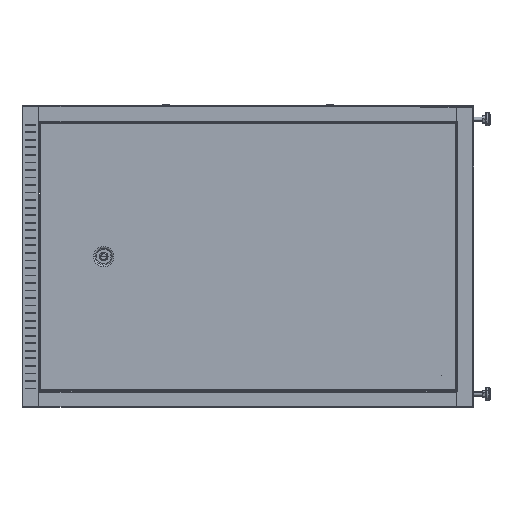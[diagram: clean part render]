
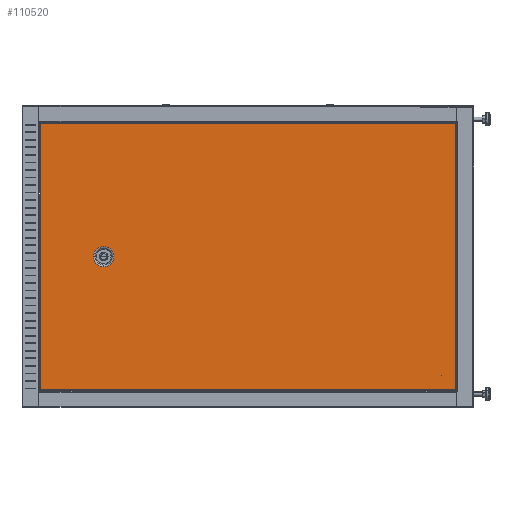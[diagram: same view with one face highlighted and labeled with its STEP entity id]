
A CAD part, left-side view. The second image highlights one B-rep face of the part: STEP entity #110520.
In plain terms, the highlighted planar face has unit normal (-1, 0, 0).
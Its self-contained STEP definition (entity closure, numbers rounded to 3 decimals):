
#747 = DIRECTION ( 'NONE',  ( 0., 0., 1. ) ) ;
#5769 = EDGE_CURVE ( 'NONE', #78321, #96793, #85224, .T. ) ;
#8707 = CARTESIAN_POINT ( 'NONE',  ( -300., -552.409, 353.2 ) ) ;
#11699 = CARTESIAN_POINT ( 'NONE',  ( -300., 409.566, 0. ) ) ;
#13172 = CARTESIAN_POINT ( 'NONE',  ( -300., 551.709, -353.2 ) ) ;
#13826 = EDGE_LOOP ( 'NONE', ( #43373, #96985 ) ) ;
#16157 = DIRECTION ( 'NONE',  ( 0., 0., -1. ) ) ;
#16959 = CARTESIAN_POINT ( 'NONE',  ( -300., -551.55, -353.2 ) ) ;
#18147 = DIRECTION ( 'NONE',  ( 0., 1., 0. ) ) ;
#23421 = ORIENTED_EDGE ( 'NONE', *, *, #49899, .T. ) ;
#23665 = LINE ( 'NONE', #13172, #75699 ) ;
#24930 = DIRECTION ( 'NONE',  ( -1., 0., 0. ) ) ;
#25043 = ORIENTED_EDGE ( 'NONE', *, *, #74256, .T. ) ;
#25787 = AXIS2_PLACEMENT_3D ( 'NONE', #45905, #82946, #18147 ) ;
#30595 = EDGE_CURVE ( 'NONE', #106215, #34949, #23665, .T. ) ;
#32024 = VERTEX_POINT ( 'NONE', #61895 ) ;
#34181 = FACE_OUTER_BOUND ( 'NONE', #63607, .T. ) ;
#34949 = VERTEX_POINT ( 'NONE', #16959 ) ;
#38001 = VECTOR ( 'NONE', #16157, 1000. ) ;
#40540 = AXIS2_PLACEMENT_3D ( 'NONE', #109489, #24930, #747 ) ;
#42160 = EDGE_CURVE ( 'NONE', #96793, #78321, #82964, .T. ) ;
#43373 = ORIENTED_EDGE ( 'NONE', *, *, #42160, .T. ) ;
#45905 = CARTESIAN_POINT ( 'NONE',  ( -300., 382.65, 0. ) ) ;
#46121 = ORIENTED_EDGE ( 'NONE', *, *, #30595, .T. ) ;
#49899 = EDGE_CURVE ( 'NONE', #34949, #110054, #112166, .T. ) ;
#53242 = DIRECTION ( 'NONE',  ( 0., 1., 0. ) ) ;
#54765 = CARTESIAN_POINT ( 'NONE',  ( -300., -551.55, -354.059 ) ) ;
#55612 = LINE ( 'NONE', #63671, #38001 ) ;
#55728 = CARTESIAN_POINT ( 'NONE',  ( -300., 550.85, -353.2 ) ) ;
#61895 = CARTESIAN_POINT ( 'NONE',  ( -300., 550.85, 353.2 ) ) ;
#63070 = DIRECTION ( 'NONE',  ( 0., 1., 0. ) ) ;
#63607 = EDGE_LOOP ( 'NONE', ( #107837, #46121, #23421, #25043 ) ) ;
#63671 = CARTESIAN_POINT ( 'NONE',  ( -300., 550.85, 354.059 ) ) ;
#67537 = AXIS2_PLACEMENT_3D ( 'NONE', #102594, #91527, #53242 ) ;
#71823 = PLANE ( 'NONE',  #40540 ) ;
#74256 = EDGE_CURVE ( 'NONE', #110054, #32024, #119263, .T. ) ;
#75699 = VECTOR ( 'NONE', #77375, 1000. ) ;
#77375 = DIRECTION ( 'NONE',  ( 0., -1., 0. ) ) ;
#77668 = EDGE_CURVE ( 'NONE', #32024, #106215, #55612, .T. ) ;
#78321 = VERTEX_POINT ( 'NONE', #109966 ) ;
#82946 = DIRECTION ( 'NONE',  ( 1., 0., 0. ) ) ;
#82964 = CIRCLE ( 'NONE', #25787, 26.916 ) ;
#83770 = DIRECTION ( 'NONE',  ( 0., 0., 1. ) ) ;
#85224 = CIRCLE ( 'NONE', #67537, 26.916 ) ;
#90347 = FACE_BOUND ( 'NONE', #13826, .T. ) ;
#91527 = DIRECTION ( 'NONE',  ( 1., 0., 0. ) ) ;
#96793 = VERTEX_POINT ( 'NONE', #11699 ) ;
#96985 = ORIENTED_EDGE ( 'NONE', *, *, #5769, .T. ) ;
#102179 = CARTESIAN_POINT ( 'NONE',  ( -300., -551.55, 353.2 ) ) ;
#102594 = CARTESIAN_POINT ( 'NONE',  ( -300., 382.65, 0. ) ) ;
#105524 = VECTOR ( 'NONE', #83770, 1000. ) ;
#106215 = VERTEX_POINT ( 'NONE', #55728 ) ;
#107837 = ORIENTED_EDGE ( 'NONE', *, *, #77668, .T. ) ;
#109489 = CARTESIAN_POINT ( 'NONE',  ( -300., -0.35, 0. ) ) ;
#109966 = CARTESIAN_POINT ( 'NONE',  ( -300., 355.734, 0. ) ) ;
#110054 = VERTEX_POINT ( 'NONE', #102179 ) ;
#110520 = ADVANCED_FACE ( 'NONE', ( #90347, #34181 ), #71823, .T. ) ;
#112166 = LINE ( 'NONE', #54765, #105524 ) ;
#118425 = VECTOR ( 'NONE', #63070, 1000. ) ;
#119263 = LINE ( 'NONE', #8707, #118425 ) ;
